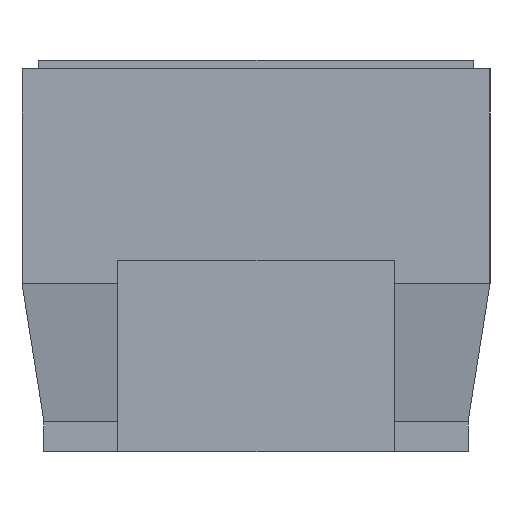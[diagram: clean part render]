
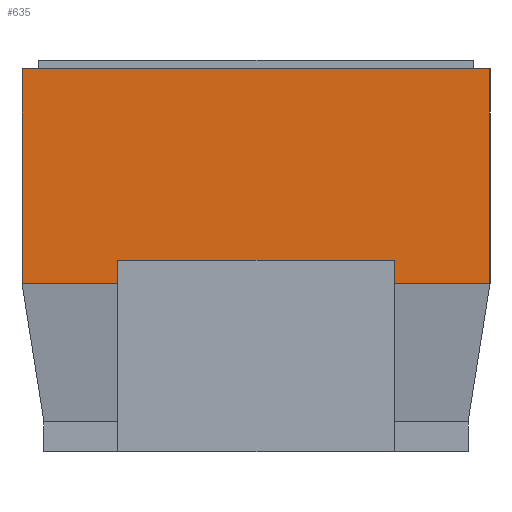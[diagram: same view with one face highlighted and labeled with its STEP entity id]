
A CAD part, left-side view. The second image highlights one B-rep face of the part: STEP entity #635.
In plain terms, the highlighted planar face has unit normal (-1, 0, 0).
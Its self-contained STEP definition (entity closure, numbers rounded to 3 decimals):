
#501=CARTESIAN_POINT('',(-2.483,-1.397,2.286));
#500=VERTEX_POINT('',#501);
#519=CARTESIAN_POINT('',(-2.483,1.397,2.286));
#518=VERTEX_POINT('',#519);
#527=EDGE_CURVE('',#500,#518,#532,.T.);
#532=LINE('',#501,#534);
#534=VECTOR('',#535,2.794);
#535=DIRECTION('',(0.0,1.0,0.0));
#597=CARTESIAN_POINT('',(-2.483,1.397,1.003));
#596=VERTEX_POINT('',#597);
#605=EDGE_CURVE('',#518,#596,#610,.T.);
#610=LINE('',#519,#612);
#612=VECTOR('',#613,1.283);
#613=DIRECTION('',(0.0,0.0,-1.0));
#635=ADVANCED_FACE('',(#641),#636,.T.);
#636=PLANE('',#637);
#637=AXIS2_PLACEMENT_3D('',#638,#639,#640);
#638=CARTESIAN_POINT('',(-2.483,1.397,1.003));
#639=DIRECTION('',(-1.0,0.0,0.0));
#640=DIRECTION('',(0.,0.,1.));
#641=FACE_OUTER_BOUND('',#642,.T.);
#642=EDGE_LOOP('',(#643,#653,#663,#673));
#646=CARTESIAN_POINT('',(-2.483,-1.397,1.003));
#645=VERTEX_POINT('',#646);
#644=EDGE_CURVE('',#645,#596,#649,.T.);
#649=LINE('',#646,#651);
#651=VECTOR('',#652,2.794);
#652=DIRECTION('',(0.0,1.0,0.0));
#643=ORIENTED_EDGE('',*,*,#644,.F.);
#654=EDGE_CURVE('',#500,#645,#659,.T.);
#659=LINE('',#501,#661);
#661=VECTOR('',#662,1.283);
#662=DIRECTION('',(0.0,0.0,-1.0));
#653=ORIENTED_EDGE('',*,*,#654,.F.);
#663=ORIENTED_EDGE('',*,*,#527,.T.);
#673=ORIENTED_EDGE('',*,*,#605,.T.);
